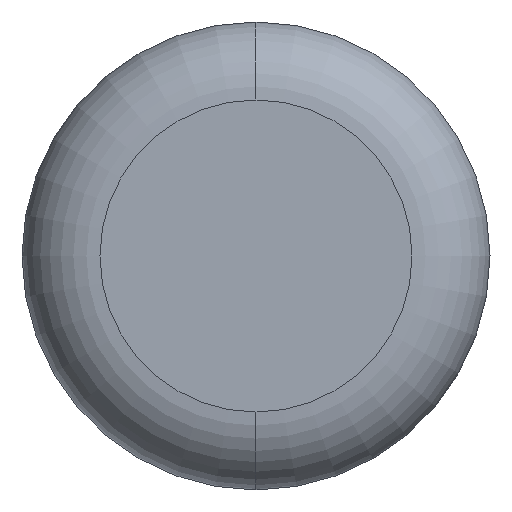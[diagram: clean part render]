
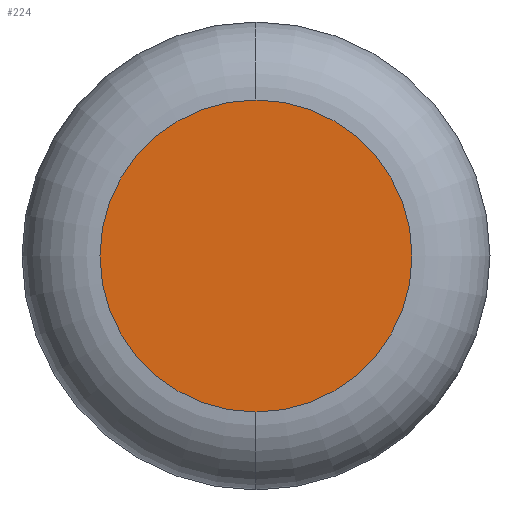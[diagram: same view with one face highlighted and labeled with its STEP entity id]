
A CAD part, front view. The second image highlights one B-rep face of the part: STEP entity #224.
In plain terms, the highlighted planar face has unit normal (0, -1, 0).
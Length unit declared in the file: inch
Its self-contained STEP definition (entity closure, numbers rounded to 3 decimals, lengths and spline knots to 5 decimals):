
#34 = CARTESIAN_POINT ( 'NONE',  ( 0., 0., 0. ) ) ;
#44 = AXIS2_PLACEMENT_3D ( 'NONE', #500, #287, #374 ) ;
#65 = CARTESIAN_POINT ( 'NONE',  ( 0., 0., -0.25 ) ) ;
#69 = ORIENTED_EDGE ( 'NONE', *, *, #240, .T. ) ;
#81 = EDGE_LOOP ( 'NONE', ( #501, #69 ) ) ;
#97 = AXIS2_PLACEMENT_3D ( 'NONE', #131, #220, #304 ) ;
#116 = PLANE ( 'NONE',  #259 ) ;
#118 = FACE_OUTER_BOUND ( 'NONE', #81, .T. ) ;
#131 = CARTESIAN_POINT ( 'NONE',  ( 0., 0., 0. ) ) ;
#220 = DIRECTION ( 'NONE',  ( 0., -1., 0. ) ) ;
#224 = ADVANCED_FACE ( 'NONE', ( #118 ), #116, .T. ) ;
#240 = EDGE_CURVE ( 'NONE', #502, #543, #357, .T. ) ;
#259 = AXIS2_PLACEMENT_3D ( 'NONE', #34, #326, #328 ) ;
#287 = DIRECTION ( 'NONE',  ( 0., -1., 0. ) ) ;
#304 = DIRECTION ( 'NONE',  ( 0., 0., -1. ) ) ;
#326 = DIRECTION ( 'NONE',  ( 0., -1., 0. ) ) ;
#328 = DIRECTION ( 'NONE',  ( 0., 0., -1. ) ) ;
#357 = CIRCLE ( 'NONE', #44, 0.25 ) ;
#372 = CIRCLE ( 'NONE', #97, 0.25 ) ;
#374 = DIRECTION ( 'NONE',  ( 0., 0., -1. ) ) ;
#390 = EDGE_CURVE ( 'NONE', #543, #502, #372, .T. ) ;
#494 = CARTESIAN_POINT ( 'NONE',  ( 0., 0., 0.25 ) ) ;
#500 = CARTESIAN_POINT ( 'NONE',  ( 0., 0., 0. ) ) ;
#501 = ORIENTED_EDGE ( 'NONE', *, *, #390, .T. ) ;
#502 = VERTEX_POINT ( 'NONE', #494 ) ;
#543 = VERTEX_POINT ( 'NONE', #65 ) ;
